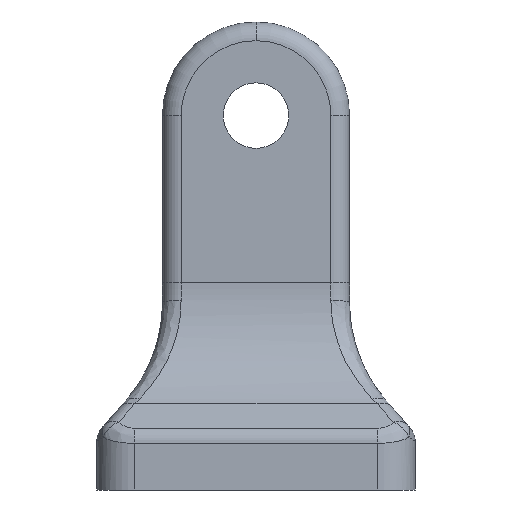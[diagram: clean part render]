
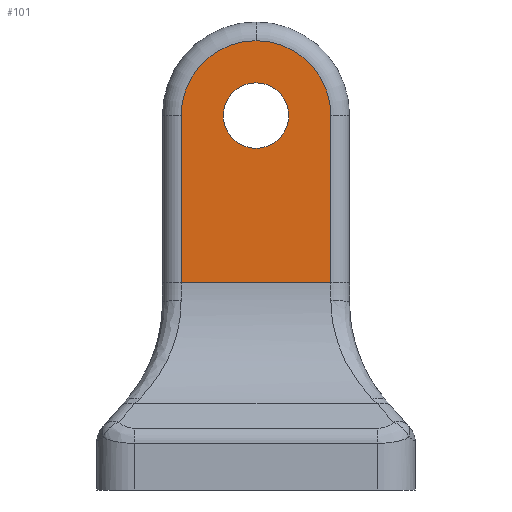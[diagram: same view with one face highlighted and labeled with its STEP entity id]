
A CAD part, front view. The second image highlights one B-rep face of the part: STEP entity #101.
In plain terms, the highlighted planar face has unit normal (0, -1, 0).
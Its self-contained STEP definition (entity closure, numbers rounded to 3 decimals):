
#101=ADVANCED_FACE('',(#266,#267),#268,.F.);
#266=FACE_OUTER_BOUND('',#591,.T.);
#267=FACE_BOUND('',#592,.T.);
#268=PLANE('',#593);
#591=EDGE_LOOP('',(#1407,#1408,#1409,#1410,#1411));
#592=EDGE_LOOP('',(#1412,#1413));
#593=AXIS2_PLACEMENT_3D('',#1414,#1415,#1416);
#1407=ORIENTED_EDGE('',*,*,#1977,.T.);
#1408=ORIENTED_EDGE('',*,*,#1984,.T.);
#1409=ORIENTED_EDGE('',*,*,#1985,.T.);
#1410=ORIENTED_EDGE('',*,*,#1986,.T.);
#1411=ORIENTED_EDGE('',*,*,#1987,.T.);
#1412=ORIENTED_EDGE('',*,*,#1988,.F.);
#1413=ORIENTED_EDGE('',*,*,#1989,.F.);
#1414=CARTESIAN_POINT('',(0.,-3.0,25.0));
#1415=DIRECTION('',(0.0,1.0,0.0));
#1416=DIRECTION('',(0.0,0.0,1.0));
#1977=EDGE_CURVE('',#2215,#2220,#2222,.F.);
#1984=EDGE_CURVE('',#2220,#2233,#2234,.T.);
#1985=EDGE_CURVE('',#2233,#2235,#2236,.T.);
#1986=EDGE_CURVE('',#2235,#2237,#2238,.F.);
#1987=EDGE_CURVE('',#2237,#2215,#2239,.F.);
#1988=EDGE_CURVE('',#2240,#2241,#2242,.F.);
#1989=EDGE_CURVE('',#2241,#2240,#2243,.F.);
#2215=VERTEX_POINT('',#2555);
#2220=VERTEX_POINT('',#2560);
#2222=CIRCLE('',#2562,4.0);
#2233=VERTEX_POINT('',#2599);
#2234=LINE('',#2600,#2601);
#2235=VERTEX_POINT('',#2602);
#2236=LINE('',#2603,#2604);
#2237=VERTEX_POINT('',#2605);
#2238=LINE('',#2606,#2607);
#2239=CIRCLE('',#2608,4.0);
#2240=VERTEX_POINT('',#2609);
#2241=VERTEX_POINT('',#2610);
#2242=CIRCLE('',#2611,1.75);
#2243=CIRCLE('',#2612,1.75);
#2555=CARTESIAN_POINT('',(0.,-3.0,24.0));
#2560=CARTESIAN_POINT('',(-4.0,-3.0,20.0));
#2562=AXIS2_PLACEMENT_3D('',#3070,#3071,#3072);
#2599=CARTESIAN_POINT('',(-4.0,-3.0,11.074));
#2600=CARTESIAN_POINT('',(-4.0,-3.0,25.0));
#2601=VECTOR('',#3079,1000.0);
#2602=CARTESIAN_POINT('',(4.0,-3.0,11.074));
#2603=CARTESIAN_POINT('',(0.,-3.0,11.074));
#2604=VECTOR('',#3080,1000.0);
#2605=CARTESIAN_POINT('',(4.0,-3.0,20.0));
#2606=CARTESIAN_POINT('',(4.0,-3.0,25.0));
#2607=VECTOR('',#3081,1000.0);
#2608=AXIS2_PLACEMENT_3D('',#3082,#3083,#3084);
#2609=CARTESIAN_POINT('',(0.,-3.0,21.75));
#2610=CARTESIAN_POINT('',(0.,-3.0,18.25));
#2611=AXIS2_PLACEMENT_3D('',#3085,#3086,#3087);
#2612=AXIS2_PLACEMENT_3D('',#3088,#3089,#3090);
#3070=CARTESIAN_POINT('',(0.,-3.0,20.0));
#3071=DIRECTION('',(0.0,1.0,0.0));
#3072=DIRECTION('',(0.0,0.0,1.0));
#3079=DIRECTION('',(0.0,0.0,-1.0));
#3080=DIRECTION('',(1.0,0.0,0.0));
#3081=DIRECTION('',(0.0,0.0,-1.0));
#3082=CARTESIAN_POINT('',(0.,-3.0,20.0));
#3083=DIRECTION('',(0.0,1.0,0.0));
#3084=DIRECTION('',(0.0,0.0,1.0));
#3085=CARTESIAN_POINT('',(0.,-3.0,20.0));
#3086=DIRECTION('',(0.0,1.0,0.0));
#3087=DIRECTION('',(0.0,0.0,1.0));
#3088=CARTESIAN_POINT('',(0.,-3.0,20.0));
#3089=DIRECTION('',(0.0,1.0,0.0));
#3090=DIRECTION('',(0.0,0.0,1.0));
